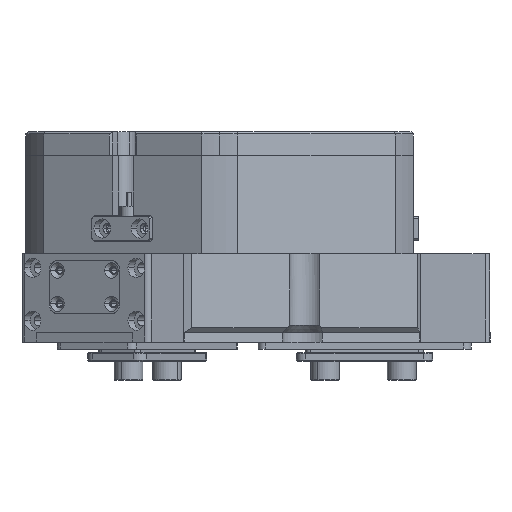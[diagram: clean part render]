
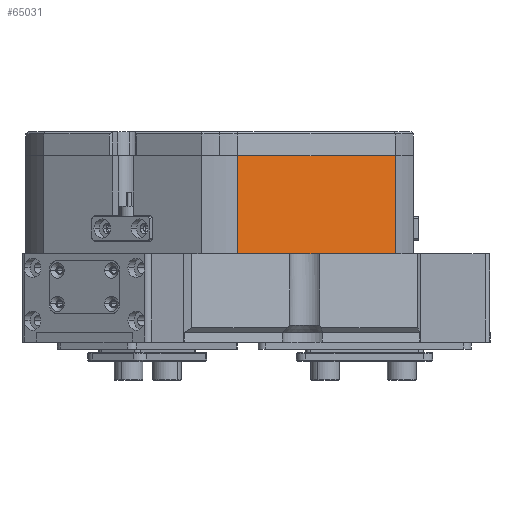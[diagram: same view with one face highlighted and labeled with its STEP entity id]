
A CAD part, front view. The second image highlights one B-rep face of the part: STEP entity #65031.
In plain terms, the highlighted planar face has unit normal (0.5, -0.866, 0).
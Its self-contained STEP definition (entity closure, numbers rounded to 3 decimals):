
#829 = EDGE_CURVE ( 'NONE', #15319, #51812, #49031, .T. ) ;
#6485 = DIRECTION ( 'NONE',  ( -0.866, -0.5, 0. ) ) ;
#8274 = FACE_OUTER_BOUND ( 'NONE', #22286, .T. ) ;
#9338 = CARTESIAN_POINT ( 'NONE',  ( -7.556, -83.251, 212. ) ) ;
#9635 = CARTESIAN_POINT ( 'NONE',  ( 58.381, -45.182, 171. ) ) ;
#12259 = DIRECTION ( 'NONE',  ( -0.866, -0.5, 0. ) ) ;
#13779 = ORIENTED_EDGE ( 'NONE', *, *, #61495, .F. ) ;
#15319 = VERTEX_POINT ( 'NONE', #15775 ) ;
#15775 = CARTESIAN_POINT ( 'NONE',  ( 58.381, -45.182, 212. ) ) ;
#17213 = CARTESIAN_POINT ( 'NONE',  ( -7.556, -83.251, 171. ) ) ;
#18241 = AXIS2_PLACEMENT_3D ( 'NONE', #42730, #27746, #12259 ) ;
#20851 = DIRECTION ( 'NONE',  ( -0.866, -0.5, 0. ) ) ;
#22286 = EDGE_LOOP ( 'NONE', ( #46514, #54089, #13779, #56745 ) ) ;
#24601 = DIRECTION ( 'NONE',  ( 0., 0., 1. ) ) ;
#26800 = VECTOR ( 'NONE', #24601, 1000. ) ;
#27746 = DIRECTION ( 'NONE',  ( -0.5, 0.866, 0. ) ) ;
#31104 = CARTESIAN_POINT ( 'NONE',  ( 58.381, -45.182, 212. ) ) ;
#33006 = VERTEX_POINT ( 'NONE', #9635 ) ;
#33345 = LINE ( 'NONE', #9338, #26800 ) ;
#35183 = VECTOR ( 'NONE', #6485, 1000. ) ;
#38192 = PLANE ( 'NONE',  #18241 ) ;
#42007 = VECTOR ( 'NONE', #57246, 1000. ) ;
#42247 = EDGE_CURVE ( 'NONE', #15319, #33006, #66471, .T. ) ;
#42440 = CARTESIAN_POINT ( 'NONE',  ( 25.412, -64.216, 212. ) ) ;
#42730 = CARTESIAN_POINT ( 'NONE',  ( 77.374, -34.216, 231.198 ) ) ;
#44107 = VERTEX_POINT ( 'NONE', #17213 ) ;
#46514 = ORIENTED_EDGE ( 'NONE', *, *, #829, .T. ) ;
#47906 = CARTESIAN_POINT ( 'NONE',  ( -7.556, -83.251, 212. ) ) ;
#49031 = LINE ( 'NONE', #42440, #35183 ) ;
#51533 = CARTESIAN_POINT ( 'NONE',  ( 77.374, -34.216, 171. ) ) ;
#51812 = VERTEX_POINT ( 'NONE', #47906 ) ;
#54089 = ORIENTED_EDGE ( 'NONE', *, *, #66335, .F. ) ;
#55194 = LINE ( 'NONE', #51533, #62454 ) ;
#56745 = ORIENTED_EDGE ( 'NONE', *, *, #42247, .F. ) ;
#57246 = DIRECTION ( 'NONE',  ( 0., 0., -1. ) ) ;
#61495 = EDGE_CURVE ( 'NONE', #33006, #44107, #55194, .T. ) ;
#62454 = VECTOR ( 'NONE', #20851, 1000. ) ;
#65031 = ADVANCED_FACE ( 'NONE', ( #8274 ), #38192, .F. ) ;
#66335 = EDGE_CURVE ( 'NONE', #44107, #51812, #33345, .T. ) ;
#66471 = LINE ( 'NONE', #31104, #42007 ) ;
